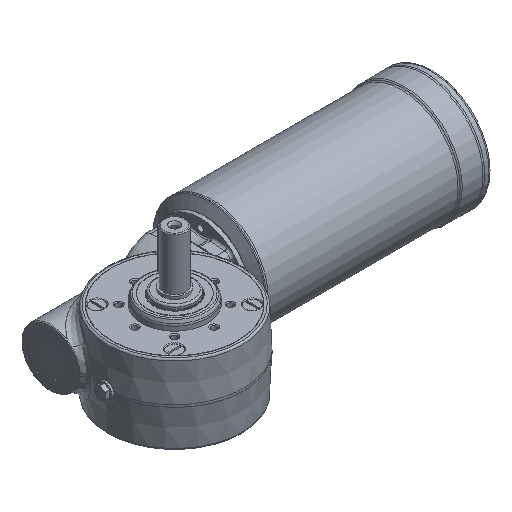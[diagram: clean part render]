
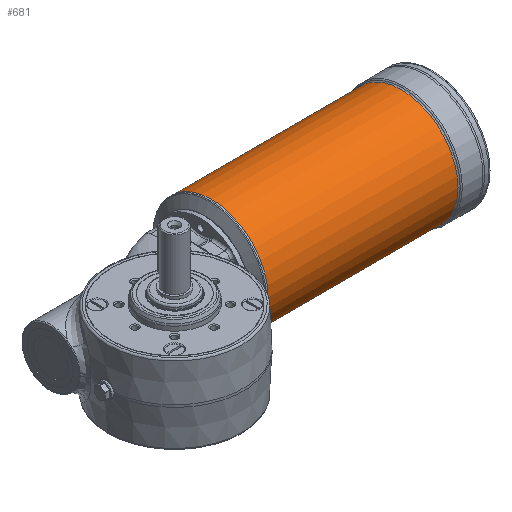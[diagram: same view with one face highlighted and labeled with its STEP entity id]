
A CAD part, isometric view. The second image highlights one B-rep face of the part: STEP entity #681.
In plain terms, the highlighted cylindrical face has radius 64.5 mm (diameter 129 mm), a full revolution.
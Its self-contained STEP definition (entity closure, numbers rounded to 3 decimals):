
#681 = ADVANCED_FACE( '', ( #1854, #1855 ), #1856, .T. );
#1854 = FACE_OUTER_BOUND( '', #4443, .T. );
#1855 = FACE_OUTER_BOUND( '', #4444, .T. );
#1856 = CYLINDRICAL_SURFACE( '', #4445, 64.5 );
#4443 = EDGE_LOOP( '', ( #11906 ) );
#4444 = EDGE_LOOP( '', ( #11907 ) );
#4445 = AXIS2_PLACEMENT_3D( '', #11908, #11909, #11910 );
#11906 = ORIENTED_EDGE( '', *, *, #15521, .T. );
#11907 = ORIENTED_EDGE( '', *, *, #15522, .T. );
#11908 = CARTESIAN_POINT( '', ( 265.168, 63., 0. ) );
#11909 = DIRECTION( '', ( -1., 0., 0. ) );
#11910 = DIRECTION( '', ( 0., 1., 0. ) );
#15521 = EDGE_CURVE( '', #17234, #17234, #17235, .F. );
#15522 = EDGE_CURVE( '', #17236, #17236, #17237, .T. );
#17234 = VERTEX_POINT( '', #20387 );
#17235 = CIRCLE( '', #20388, 64.5 );
#17236 = VERTEX_POINT( '', #20389 );
#17237 = CIRCLE( '', #20390, 64.5 );
#20387 = CARTESIAN_POINT( '', ( 321.172, 127.5, 0. ) );
#20388 = AXIS2_PLACEMENT_3D( '', #25131, #25132, #25133 );
#20389 = CARTESIAN_POINT( '', ( 105., 127.5, 0. ) );
#20390 = AXIS2_PLACEMENT_3D( '', #25134, #25135, #25136 );
#25131 = CARTESIAN_POINT( '', ( 321.172, 63., 0. ) );
#25132 = DIRECTION( '', ( 1., 0., 0. ) );
#25133 = DIRECTION( '', ( 0., 1., 0. ) );
#25134 = CARTESIAN_POINT( '', ( 105., 63., 0. ) );
#25135 = DIRECTION( '', ( 1., 0., 0. ) );
#25136 = DIRECTION( '', ( 0., 1., 0. ) );
